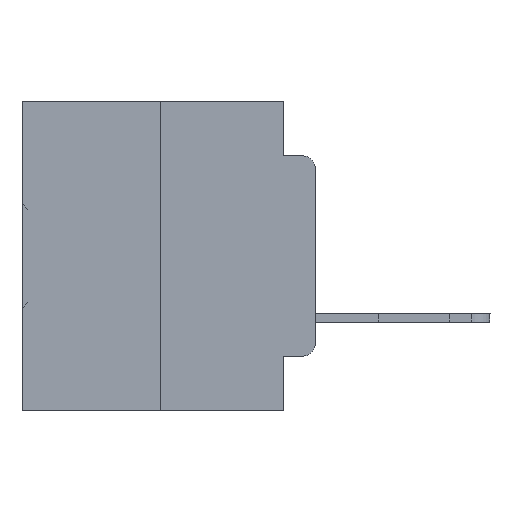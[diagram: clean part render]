
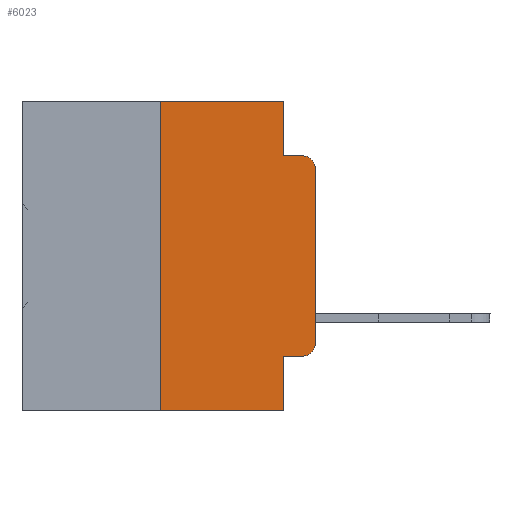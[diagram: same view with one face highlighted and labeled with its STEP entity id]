
A CAD part, left-side view. The second image highlights one B-rep face of the part: STEP entity #6023.
In plain terms, the highlighted planar face has unit normal (-1, 0, 0).
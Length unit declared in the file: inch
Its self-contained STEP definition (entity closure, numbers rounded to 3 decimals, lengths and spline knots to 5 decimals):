
#209 = CARTESIAN_POINT ( 'NONE',  ( 0., 0.051, -0.0885 ) ) ;
#638 = CARTESIAN_POINT ( 'NONE',  ( 0., 0.051, 0. ) ) ;
#932 = ORIENTED_EDGE ( 'NONE', *, *, #26106, .T. ) ;
#1578 = VERTEX_POINT ( 'NONE', #33968 ) ;
#2040 = VECTOR ( 'NONE', #11600, 39.37008 ) ;
#2379 = CARTESIAN_POINT ( 'NONE',  ( 0., 0.051, 0. ) ) ;
#2452 = DIRECTION ( 'NONE',  ( 0., 0., -1. ) ) ;
#3158 = EDGE_CURVE ( 'NONE', #8375, #34746, #24558, .T. ) ;
#3227 = DIRECTION ( 'NONE',  ( 0., 0., -1. ) ) ;
#3836 = DIRECTION ( 'NONE',  ( 0., -1., 0. ) ) ;
#3872 = VECTOR ( 'NONE', #28622, 39.37008 ) ;
#4031 = CARTESIAN_POINT ( 'NONE',  ( 0., 0., 0. ) ) ;
#4441 = VERTEX_POINT ( 'NONE', #32379 ) ;
#4644 = ORIENTED_EDGE ( 'NONE', *, *, #16544, .T. ) ;
#5754 = PLANE ( 'NONE',  #15977 ) ;
#5932 = ORIENTED_EDGE ( 'NONE', *, *, #27852, .T. ) ;
#6023 = ADVANCED_FACE ( 'NONE', ( #25993 ), #5754, .F. ) ;
#6814 = CARTESIAN_POINT ( 'NONE',  ( 0., 0.473, 0. ) ) ;
#8208 = EDGE_CURVE ( 'NONE', #15930, #26891, #24166, .T. ) ;
#8375 = VERTEX_POINT ( 'NONE', #638 ) ;
#8544 = DIRECTION ( 'NONE',  ( 1., 0., 0. ) ) ;
#8582 = EDGE_CURVE ( 'NONE', #11029, #8375, #15271, .T. ) ;
#8740 = VERTEX_POINT ( 'NONE', #34636 ) ;
#9980 = ORIENTED_EDGE ( 'NONE', *, *, #32051, .T. ) ;
#10085 = DIRECTION ( 'NONE',  ( 0., 0., -1. ) ) ;
#10115 = CARTESIAN_POINT ( 'NONE',  ( 0., 0.051, -0.4115 ) ) ;
#11029 = VERTEX_POINT ( 'NONE', #21500 ) ;
#11226 = VECTOR ( 'NONE', #23820, 39.37008 ) ;
#11600 = DIRECTION ( 'NONE',  ( 0., -1., 0. ) ) ;
#12631 = EDGE_CURVE ( 'NONE', #34746, #13751, #30618, .T. ) ;
#12952 = AXIS2_PLACEMENT_3D ( 'NONE', #29890, #32393, #2452 ) ;
#13039 = CARTESIAN_POINT ( 'NONE',  ( 0., 0.02, -0.3915 ) ) ;
#13751 = VERTEX_POINT ( 'NONE', #26088 ) ;
#13766 = DIRECTION ( 'NONE',  ( 0., 0., -1. ) ) ;
#15158 = EDGE_CURVE ( 'NONE', #33649, #4441, #17331, .T. ) ;
#15271 = LINE ( 'NONE', #6814, #3872 ) ;
#15323 = ORIENTED_EDGE ( 'NONE', *, *, #3158, .F. ) ;
#15645 = ORIENTED_EDGE ( 'NONE', *, *, #26965, .F. ) ;
#15930 = VERTEX_POINT ( 'NONE', #20811 ) ;
#15977 = AXIS2_PLACEMENT_3D ( 'NONE', #24714, #8544, #3227 ) ;
#16136 = ORIENTED_EDGE ( 'NONE', *, *, #8208, .F. ) ;
#16296 = LINE ( 'NONE', #18191, #11226 ) ;
#16325 = CARTESIAN_POINT ( 'NONE',  ( 0., 0.051, 0. ) ) ;
#16544 = EDGE_CURVE ( 'NONE', #8740, #33649, #24412, .T. ) ;
#16621 = VECTOR ( 'NONE', #34515, 39.37008 ) ;
#17331 = LINE ( 'NONE', #4031, #32530 ) ;
#18191 = CARTESIAN_POINT ( 'NONE',  ( 0., 0.25, 0. ) ) ;
#18548 = ORIENTED_EDGE ( 'NONE', *, *, #15158, .T. ) ;
#20811 = CARTESIAN_POINT ( 'NONE',  ( 0., 0.051, -0.4115 ) ) ;
#21388 = ORIENTED_EDGE ( 'NONE', *, *, #12631, .F. ) ;
#21500 = CARTESIAN_POINT ( 'NONE',  ( 0., 0.25, 0. ) ) ;
#23319 = EDGE_LOOP ( 'NONE', ( #18548, #9980, #21388, #15323, #29973, #15645, #932, #16136, #5932, #4644 ) ) ;
#23622 = DIRECTION ( 'NONE',  ( 0., 0., 1. ) ) ;
#23820 = DIRECTION ( 'NONE',  ( 0., 0., 1. ) ) ;
#24166 = LINE ( 'NONE', #2379, #34717 ) ;
#24188 = DIRECTION ( 'NONE',  ( 0., 0., -1. ) ) ;
#24412 = CIRCLE ( 'NONE', #27297, 0.02 ) ;
#24558 = LINE ( 'NONE', #16325, #29233 ) ;
#24714 = CARTESIAN_POINT ( 'NONE',  ( 0., 0.473, 0. ) ) ;
#24920 = CIRCLE ( 'NONE', #12952, 0.02 ) ;
#25277 = CARTESIAN_POINT ( 'NONE',  ( 0., 0., -0.3915 ) ) ;
#25993 = FACE_OUTER_BOUND ( 'NONE', #23319, .T. ) ;
#26088 = CARTESIAN_POINT ( 'NONE',  ( 0., 0.02, -0.0885 ) ) ;
#26104 = LINE ( 'NONE', #26993, #2040 ) ;
#26106 = EDGE_CURVE ( 'NONE', #1578, #26891, #26104, .T. ) ;
#26891 = VERTEX_POINT ( 'NONE', #33546 ) ;
#26965 = EDGE_CURVE ( 'NONE', #1578, #11029, #16296, .T. ) ;
#26993 = CARTESIAN_POINT ( 'NONE',  ( 0., 0.473, -0.5 ) ) ;
#27297 = AXIS2_PLACEMENT_3D ( 'NONE', #13039, #31899, #10085 ) ;
#27852 = EDGE_CURVE ( 'NONE', #15930, #8740, #31872, .T. ) ;
#28622 = DIRECTION ( 'NONE',  ( 0., -1., 0. ) ) ;
#29233 = VECTOR ( 'NONE', #13766, 39.37008 ) ;
#29890 = CARTESIAN_POINT ( 'NONE',  ( 0., 0.02, -0.1085 ) ) ;
#29973 = ORIENTED_EDGE ( 'NONE', *, *, #8582, .F. ) ;
#30618 = LINE ( 'NONE', #33684, #34023 ) ;
#31872 = LINE ( 'NONE', #10115, #16621 ) ;
#31899 = DIRECTION ( 'NONE',  ( -1., 0., 0. ) ) ;
#32051 = EDGE_CURVE ( 'NONE', #4441, #13751, #24920, .T. ) ;
#32379 = CARTESIAN_POINT ( 'NONE',  ( 0., 0., -0.1085 ) ) ;
#32393 = DIRECTION ( 'NONE',  ( -1., 0., 0. ) ) ;
#32530 = VECTOR ( 'NONE', #23622, 39.37008 ) ;
#33546 = CARTESIAN_POINT ( 'NONE',  ( 0., 0.051, -0.5 ) ) ;
#33649 = VERTEX_POINT ( 'NONE', #25277 ) ;
#33684 = CARTESIAN_POINT ( 'NONE',  ( 0., 0.051, -0.0885 ) ) ;
#33968 = CARTESIAN_POINT ( 'NONE',  ( 0., 0.25, -0.5 ) ) ;
#34023 = VECTOR ( 'NONE', #3836, 39.37008 ) ;
#34515 = DIRECTION ( 'NONE',  ( 0., -1., 0. ) ) ;
#34636 = CARTESIAN_POINT ( 'NONE',  ( 0., 0.02, -0.4115 ) ) ;
#34717 = VECTOR ( 'NONE', #24188, 39.37008 ) ;
#34746 = VERTEX_POINT ( 'NONE', #209 ) ;
